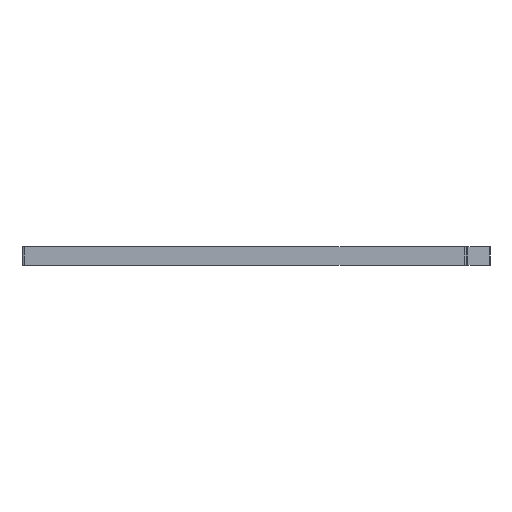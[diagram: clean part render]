
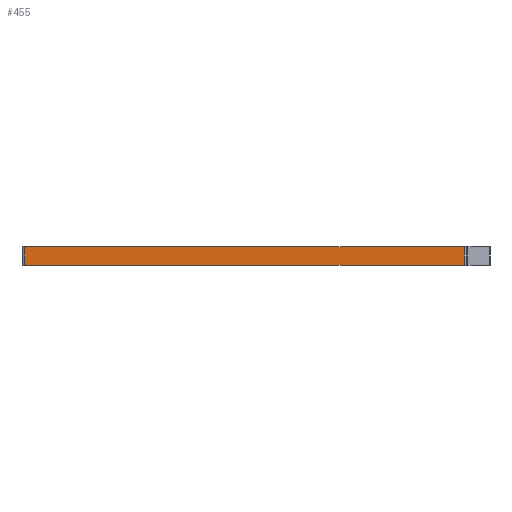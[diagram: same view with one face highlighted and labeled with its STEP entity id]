
A CAD part, left-side view. The second image highlights one B-rep face of the part: STEP entity #455.
In plain terms, the highlighted planar face has unit normal (-1, 0, 0).
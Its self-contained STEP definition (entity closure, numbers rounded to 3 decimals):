
#27 = ORIENTED_EDGE ( 'NONE', *, *, #902, .F. ) ;
#46 = LINE ( 'NONE', #850, #716 ) ;
#87 = EDGE_CURVE ( 'NONE', #391, #766, #937, .T. ) ;
#105 = CARTESIAN_POINT ( 'NONE',  ( 0., 11., 8. ) ) ;
#157 = AXIS2_PLACEMENT_3D ( 'NONE', #495, #903, #399 ) ;
#172 = ORIENTED_EDGE ( 'NONE', *, *, #87, .T. ) ;
#310 = VECTOR ( 'NONE', #319, 1000. ) ;
#319 = DIRECTION ( 'NONE',  ( 0., 0., 1. ) ) ;
#341 = CARTESIAN_POINT ( 'NONE',  ( 0., 199., 0. ) ) ;
#353 = CARTESIAN_POINT ( 'NONE',  ( 0., 11., 8. ) ) ;
#374 = DIRECTION ( 'NONE',  ( 0., 0., -1. ) ) ;
#391 = VERTEX_POINT ( 'NONE', #920 ) ;
#399 = DIRECTION ( 'NONE',  ( 0., 1., 0. ) ) ;
#455 = ADVANCED_FACE ( 'NONE', ( #733 ), #803, .F. ) ;
#495 = CARTESIAN_POINT ( 'NONE',  ( 0., 0., 8. ) ) ;
#521 = ORIENTED_EDGE ( 'NONE', *, *, #972, .T. ) ;
#657 = VERTEX_POINT ( 'NONE', #341 ) ;
#670 = VERTEX_POINT ( 'NONE', #775 ) ;
#716 = VECTOR ( 'NONE', #906, 1000. ) ;
#733 = FACE_OUTER_BOUND ( 'NONE', #1113, .T. ) ;
#751 = ORIENTED_EDGE ( 'NONE', *, *, #1042, .T. ) ;
#766 = VERTEX_POINT ( 'NONE', #353 ) ;
#775 = CARTESIAN_POINT ( 'NONE',  ( 0., 199., 8. ) ) ;
#790 = VECTOR ( 'NONE', #880, 1000. ) ;
#797 = CARTESIAN_POINT ( 'NONE',  ( 0., 199., 8. ) ) ;
#800 = CARTESIAN_POINT ( 'NONE',  ( 0., 0., 8. ) ) ;
#803 = PLANE ( 'NONE',  #157 ) ;
#806 = LINE ( 'NONE', #800, #790 ) ;
#850 = CARTESIAN_POINT ( 'NONE',  ( 0., 0., 0. ) ) ;
#852 = VECTOR ( 'NONE', #374, 1000. ) ;
#880 = DIRECTION ( 'NONE',  ( 0., -1., 0. ) ) ;
#902 = EDGE_CURVE ( 'NONE', #670, #766, #806, .T. ) ;
#903 = DIRECTION ( 'NONE',  ( 1., 0., 0. ) ) ;
#906 = DIRECTION ( 'NONE',  ( 0., -1., 0. ) ) ;
#920 = CARTESIAN_POINT ( 'NONE',  ( 0., 11., 0. ) ) ;
#937 = LINE ( 'NONE', #105, #310 ) ;
#972 = EDGE_CURVE ( 'NONE', #657, #391, #46, .T. ) ;
#995 = LINE ( 'NONE', #797, #852 ) ;
#1042 = EDGE_CURVE ( 'NONE', #670, #657, #995, .T. ) ;
#1113 = EDGE_LOOP ( 'NONE', ( #521, #172, #27, #751 ) ) ;
